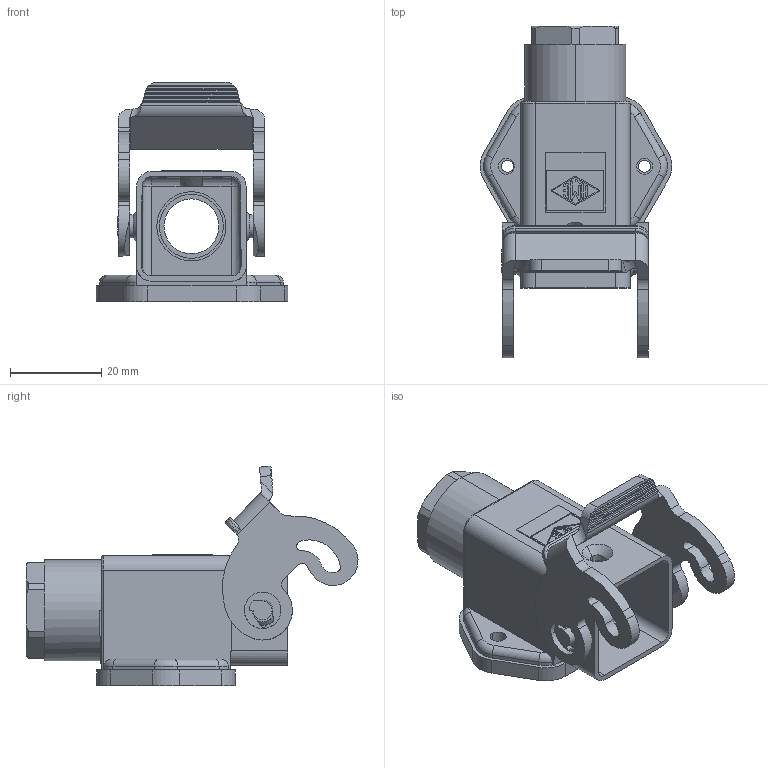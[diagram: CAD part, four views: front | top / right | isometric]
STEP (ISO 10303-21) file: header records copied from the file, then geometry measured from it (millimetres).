
FILE_DESCRIPTION(('Creo Elements/Direct Modeling STEP Export'),'2;1');
FILE_NAME('37jbk2e5pmnnmk42324','2023-03-13T15:30:53',(''),(''),'Creo Elements/Direct Modeling STEP processor for AP214 (Solid Model)','Creo Elements/Direct Modeling 20.1B 02-Apr-2019 (C) Parametric Technology GmbH','');
FILE_SCHEMA(('AUTOMOTIVE_DESIGN { 1 0 10303 214 1 1 1 1 }'));
Length unit declared in the file: millimetre
Products named in the file (2): 23545_I; CK 03 IAP
Assembly tree (1 placements, depth 2):
  CK 03 IAP
    23545_I
Bounding box: 42 x 72.65 x 48.08 mm (x, y, z)
Volume: 15481 mm3; surface area: 14707.4 mm2
Topology: 1 solids, 3 shells, 507 faces, 1383 edges, 900 vertices
Faces by surface type: plane 232, cylinder 155, extrusion 79, cone 19, torus 18, sphere 2, bspline 2
Entity records: 21130 total; most frequent: CARTESIAN_POINT 4967, ORIENTED_EDGE 2762, DIRECTION 2172, EDGE_CURVE 1381, VERTEX_POINT 894, VECTOR 812, LINE 733, AXIS2_PLACEMENT_3D 680
